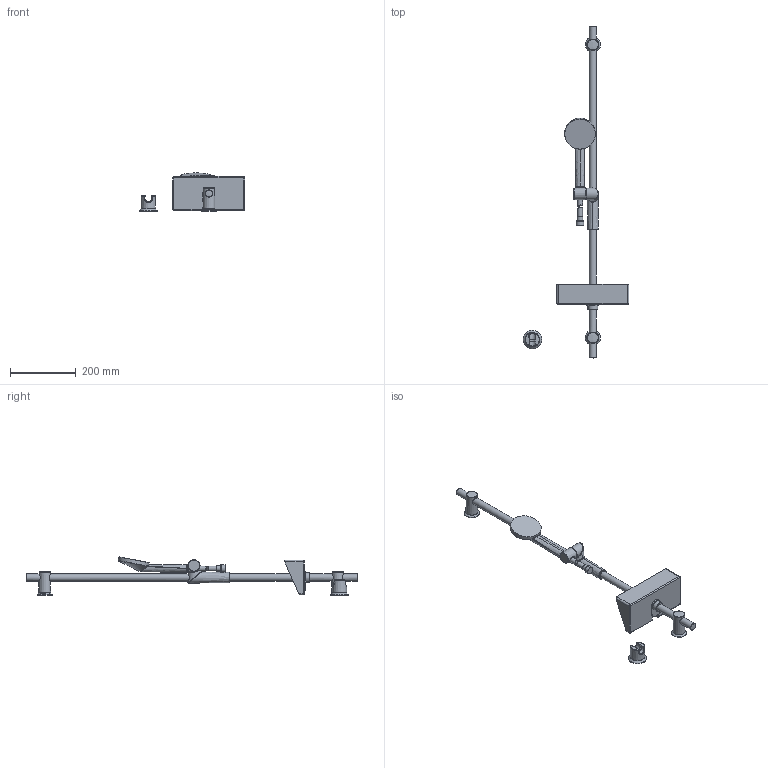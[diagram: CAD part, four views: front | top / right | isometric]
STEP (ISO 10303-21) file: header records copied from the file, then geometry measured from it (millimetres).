
FILE_DESCRIPTION (( 'STEP AP203' ), '1' );
FILE_NAME ('65350110.STEP', '2017-03-09T05:57:28', ( '' ), ( '' ), 'SwSTEP 2.0', 'SolidWorks 2016', '' );
FILE_SCHEMA (( 'CONFIG_CONTROL_DESIGN' ));
Length unit declared in the file: millimetre
Products named in the file (1): 65350110
Bounding box: 323.12 x 1013.54 x 116.68 mm (x, y, z)
Volume: 1146225.1 mm3; surface area: 236329.1 mm2
Topology: 4 solids, 4 shells, 202 faces, 467 edges, 290 vertices
Faces by surface type: bspline 76, plane 43, cylinder 31, torus 31, cone 14, sphere 7
Full cylindrical faces by diameter (mm): 15 x2, 16.1 x1, 19 x1, 21.9 x5, 22.6 x1, 22.95 x1, 29.973 x1, 30 x2, 36.02 x1
Entity records: 17622 total; most frequent: CARTESIAN_POINT 13910, ORIENTED_EDGE 774, DIRECTION 591, EDGE_CURVE 387, EDGE_LOOP 271, VERTEX_POINT 262, AXIS2_PLACEMENT_3D 258, FACE_OUTER_BOUND 240
